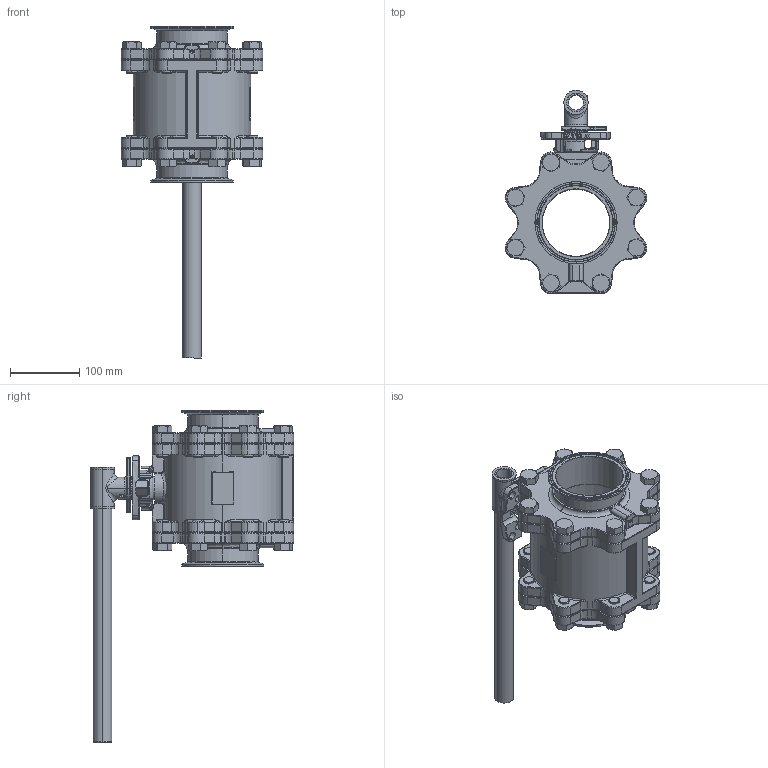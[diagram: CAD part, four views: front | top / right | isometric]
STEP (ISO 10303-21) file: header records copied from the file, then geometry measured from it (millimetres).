
FILE_DESCRIPTION (( 'STEP AP214' ), '1' );
FILE_NAME ('H78-SA-0400.STEP', '2018-12-06T20:40:03', ( '' ), ( '' ), 'SwSTEP 2.0', 'SolidWorks 2018', '' );
FILE_SCHEMA (( 'AUTOMOTIVE_DESIGN' ));
Length unit declared in the file: inch
Products named in the file (1): H78-SA-0400
Bounding box: 204.61 x 293.85 x 480 mm (x, y, z)
Surface area: 455369.3 mm2 (no closed solid volume)
Topology: 0 solids, 43 shells, 1440 faces, 4097 edges, 2572 vertices
Faces by surface type: cylinder 467, plane 360, torus 340, cone 170, bspline 99, sphere 4
Entity records: 81355 total; most frequent: CARTESIAN_POINT 26348, DIRECTION 7945, ORIENTED_EDGE 7037, EDGE_CURVE 4036, AXIS2_PLACEMENT_3D 3237, VERTEX_POINT 2572, CIRCLE 1895, EDGE_LOOP 1564
